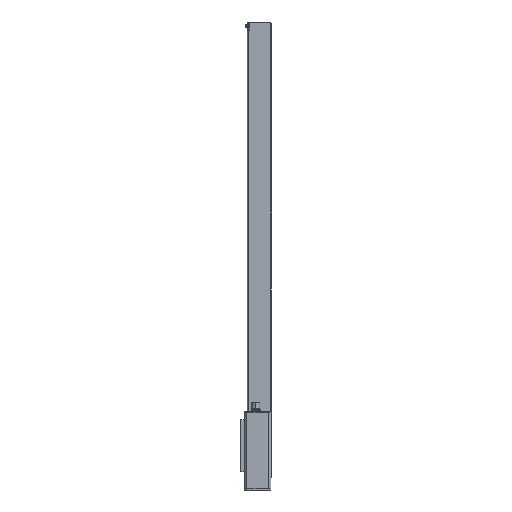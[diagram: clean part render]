
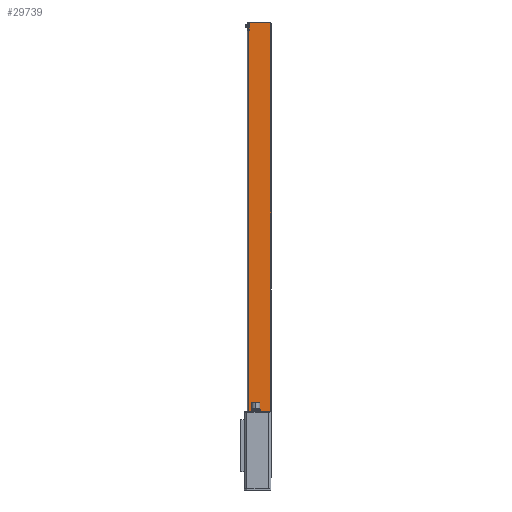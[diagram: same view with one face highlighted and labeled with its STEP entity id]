
A CAD part, left-side view. The second image highlights one B-rep face of the part: STEP entity #29739.
In plain terms, the highlighted planar face has unit normal (-1, 0, 0).
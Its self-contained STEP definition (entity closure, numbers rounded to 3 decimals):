
#850 = CARTESIAN_POINT ( 'NONE',  ( -51.27, 13., 758.673 ) ) ;
#1330 = CARTESIAN_POINT ( 'NONE',  ( -51.27, -19., 712.2 ) ) ;
#1600 = VECTOR ( 'NONE', #6710, 1000. ) ;
#1900 = EDGE_CURVE ( 'NONE', #15482, #16503, #10416, .T. ) ;
#4029 = DIRECTION ( 'NONE',  ( 0., 0., -1. ) ) ;
#4106 = CARTESIAN_POINT ( 'NONE',  ( -51.27, 14.125, 10. ) ) ;
#4161 = ORIENTED_EDGE ( 'NONE', *, *, #28138, .F. ) ;
#4436 = CARTESIAN_POINT ( 'NONE',  ( -51.27, 14.125, 714.2 ) ) ;
#4462 = ORIENTED_EDGE ( 'NONE', *, *, #13797, .F. ) ;
#5710 = LINE ( 'NONE', #850, #11835 ) ;
#5817 = CARTESIAN_POINT ( 'NONE',  ( -51.27, -19., 714.2 ) ) ;
#6275 = DIRECTION ( 'NONE',  ( 1., 0., 0. ) ) ;
#6710 = DIRECTION ( 'NONE',  ( 0., -1., 0. ) ) ;
#7203 = CARTESIAN_POINT ( 'NONE',  ( -51.27, 14.125, 10. ) ) ;
#7236 = VECTOR ( 'NONE', #24756, 1000. ) ;
#7563 = AXIS2_PLACEMENT_3D ( 'NONE', #25047, #6275, #8420 ) ;
#7648 = VERTEX_POINT ( 'NONE', #9235 ) ;
#8043 = DIRECTION ( 'NONE',  ( 0., 0., -1. ) ) ;
#8190 = VECTOR ( 'NONE', #23112, 1000. ) ;
#8201 = CARTESIAN_POINT ( 'NONE',  ( -51.27, -19., 10. ) ) ;
#8304 = CIRCLE ( 'NONE', #10687, 2. ) ;
#8420 = DIRECTION ( 'NONE',  ( 0., 0., -1. ) ) ;
#9235 = CARTESIAN_POINT ( 'NONE',  ( -51.27, -21., 12. ) ) ;
#9483 = LINE ( 'NONE', #7203, #8190 ) ;
#9677 = EDGE_CURVE ( 'NONE', #16503, #28940, #21408, .T. ) ;
#10020 = CARTESIAN_POINT ( 'NONE',  ( -51.27, 13., 712.2 ) ) ;
#10096 = VERTEX_POINT ( 'NONE', #10020 ) ;
#10107 = CARTESIAN_POINT ( 'NONE',  ( -51.27, -19., 12. ) ) ;
#10416 = LINE ( 'NONE', #19659, #7236 ) ;
#10595 = CARTESIAN_POINT ( 'NONE',  ( -51.27, 11., 714.2 ) ) ;
#10687 = AXIS2_PLACEMENT_3D ( 'NONE', #19847, #29215, #8043 ) ;
#11835 = VECTOR ( 'NONE', #28572, 1000. ) ;
#12266 = VECTOR ( 'NONE', #16588, 1000. ) ;
#12557 = ORIENTED_EDGE ( 'NONE', *, *, #14351, .T. ) ;
#13571 = VERTEX_POINT ( 'NONE', #5817 ) ;
#13797 = EDGE_CURVE ( 'NONE', #21925, #13571, #13809, .T. ) ;
#13809 = LINE ( 'NONE', #4436, #1600 ) ;
#14351 = EDGE_CURVE ( 'NONE', #15113, #7648, #23891, .T. ) ;
#14422 = CARTESIAN_POINT ( 'NONE',  ( -51.27, 14.125, 758.673 ) ) ;
#14727 = DIRECTION ( 'NONE',  ( 0., 0., -1. ) ) ;
#15113 = VERTEX_POINT ( 'NONE', #8201 ) ;
#15234 = EDGE_CURVE ( 'NONE', #10096, #15482, #5710, .T. ) ;
#15482 = VERTEX_POINT ( 'NONE', #18431 ) ;
#15663 = AXIS2_PLACEMENT_3D ( 'NONE', #10107, #27338, #4029 ) ;
#15712 = ORIENTED_EDGE ( 'NONE', *, *, #25754, .T. ) ;
#16503 = VERTEX_POINT ( 'NONE', #22523 ) ;
#16588 = DIRECTION ( 'NONE',  ( 0., 0., -1. ) ) ;
#16992 = EDGE_LOOP ( 'NONE', ( #25106, #12557, #4161, #17209, #4462, #15712, #19824, #26924, #21706 ) ) ;
#17209 = ORIENTED_EDGE ( 'NONE', *, *, #20523, .T. ) ;
#18431 = CARTESIAN_POINT ( 'NONE',  ( -51.27, 13., 702. ) ) ;
#18864 = CARTESIAN_POINT ( 'NONE',  ( -51.27, -21., 758.673 ) ) ;
#19235 = DIRECTION ( 'NONE',  ( -1., 0., 0. ) ) ;
#19659 = CARTESIAN_POINT ( 'NONE',  ( -51.27, 14.125, 702. ) ) ;
#19824 = ORIENTED_EDGE ( 'NONE', *, *, #15234, .T. ) ;
#19847 = CARTESIAN_POINT ( 'NONE',  ( -51.27, 11., 712.2 ) ) ;
#19996 = VERTEX_POINT ( 'NONE', #23366 ) ;
#20523 = EDGE_CURVE ( 'NONE', #19996, #13571, #27910, .T. ) ;
#20663 = AXIS2_PLACEMENT_3D ( 'NONE', #1330, #19235, #26771 ) ;
#21408 = LINE ( 'NONE', #14422, #23724 ) ;
#21706 = ORIENTED_EDGE ( 'NONE', *, *, #9677, .T. ) ;
#21925 = VERTEX_POINT ( 'NONE', #10595 ) ;
#22339 = PLANE ( 'NONE',  #7563 ) ;
#22505 = EDGE_CURVE ( 'NONE', #28940, #15113, #9483, .T. ) ;
#22523 = CARTESIAN_POINT ( 'NONE',  ( -51.27, 14.125, 702. ) ) ;
#23112 = DIRECTION ( 'NONE',  ( 0., -1., 0. ) ) ;
#23366 = CARTESIAN_POINT ( 'NONE',  ( -51.27, -21., 712.2 ) ) ;
#23724 = VECTOR ( 'NONE', #14727, 1000. ) ;
#23891 = CIRCLE ( 'NONE', #15663, 2. ) ;
#24756 = DIRECTION ( 'NONE',  ( 0., 1., 0. ) ) ;
#25047 = CARTESIAN_POINT ( 'NONE',  ( -51.27, 14.125, 758.673 ) ) ;
#25106 = ORIENTED_EDGE ( 'NONE', *, *, #22505, .T. ) ;
#25754 = EDGE_CURVE ( 'NONE', #21925, #10096, #8304, .T. ) ;
#26715 = FACE_OUTER_BOUND ( 'NONE', #16992, .T. ) ;
#26771 = DIRECTION ( 'NONE',  ( 0., 0., -1. ) ) ;
#26924 = ORIENTED_EDGE ( 'NONE', *, *, #1900, .T. ) ;
#27338 = DIRECTION ( 'NONE',  ( -1., 0., 0. ) ) ;
#27787 = LINE ( 'NONE', #18864, #12266 ) ;
#27910 = CIRCLE ( 'NONE', #20663, 2. ) ;
#28138 = EDGE_CURVE ( 'NONE', #19996, #7648, #27787, .T. ) ;
#28572 = DIRECTION ( 'NONE',  ( 0., 0., -1. ) ) ;
#28940 = VERTEX_POINT ( 'NONE', #4106 ) ;
#29215 = DIRECTION ( 'NONE',  ( -1., 0., 0. ) ) ;
#29739 = ADVANCED_FACE ( 'NONE', ( #26715 ), #22339, .F. ) ;
